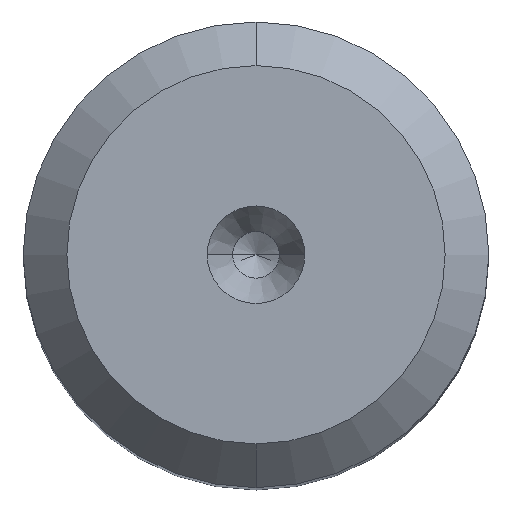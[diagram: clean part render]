
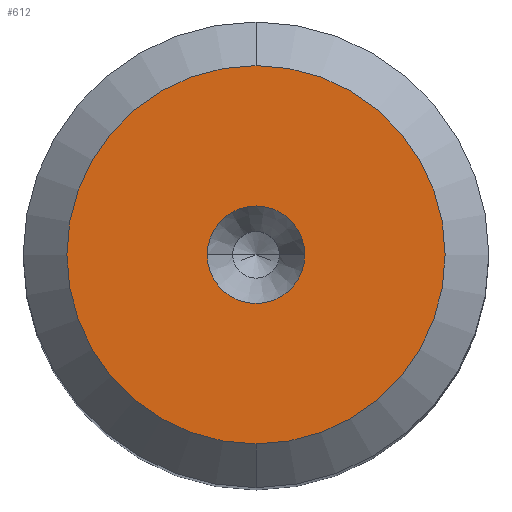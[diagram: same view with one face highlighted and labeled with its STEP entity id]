
A CAD part, top view. The second image highlights one B-rep face of the part: STEP entity #612.
In plain terms, the highlighted face is planar.
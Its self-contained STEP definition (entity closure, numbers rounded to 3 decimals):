
#223=CARTESIAN_POINT('',(0.,0.,0.));
#224=DIRECTION('',(0.,0.,-1.));
#225=DIRECTION('',(0.,1.,0.));
#226=AXIS2_PLACEMENT_3D('',#223,#224,#225);
#245=CARTESIAN_POINT('',(0.,0.,0.));
#246=DIRECTION('',(0.,0.,1.));
#247=DIRECTION('',(0.,1.,0.));
#248=AXIS2_PLACEMENT_3D('',#245,#246,#247);
#253=CARTESIAN_POINT('',(0.,0.,0.));
#254=DIRECTION('',(0.,0.,-1.));
#255=DIRECTION('',(1.,0.,0.));
#256=AXIS2_PLACEMENT_3D('',#253,#254,#255);
#261=CARTESIAN_POINT('',(0.,0.,0.));
#262=DIRECTION('',(0.,0.,-1.));
#263=DIRECTION('',(-1.,0.,0.));
#264=AXIS2_PLACEMENT_3D('',#261,#262,#263);
#355=CARTESIAN_POINT('',(0.,6.5,0.));
#357=VERTEX_POINT('',#355);
#359=CARTESIAN_POINT('',(0.,-6.5,0.));
#361=VERTEX_POINT('',#359);
#385=CARTESIAN_POINT('',(1.675,0.,0.));
#386=VERTEX_POINT('',#385);
#387=CARTESIAN_POINT('',(-1.675,0.,0.));
#388=VERTEX_POINT('',#387);
#597=CARTESIAN_POINT('',(0.,0.,0.));
#598=DIRECTION('',(0.,0.,1.));
#599=DIRECTION('',(0.,1.,0.));
#600=AXIS2_PLACEMENT_3D('',#597,#598,#599);
#601=PLANE('',#600);
#602=ORIENTED_EDGE('',*,*,#576,.F.);
#603=ORIENTED_EDGE('',*,*,#592,.T.);
#604=EDGE_LOOP('',(#602,#603));
#605=FACE_OUTER_BOUND('',#604,.F.);
#607=ORIENTED_EDGE('',*,*,#606,.T.);
#609=ORIENTED_EDGE('',*,*,#608,.T.);
#610=EDGE_LOOP('',(#607,#609));
#611=FACE_BOUND('',#610,.F.);
#612=ADVANCED_FACE('',(#605,#611),#601,.F.);
#227=CIRCLE('',#226,6.5);
#249=CIRCLE('',#248,6.5);
#257=CIRCLE('',#256,1.675);
#265=CIRCLE('',#264,1.675);
#576=EDGE_CURVE('',#357,#361,#227,.T.);
#592=EDGE_CURVE('',#357,#361,#249,.T.);
#606=EDGE_CURVE('',#386,#388,#257,.T.);
#608=EDGE_CURVE('',#388,#386,#265,.T.);
